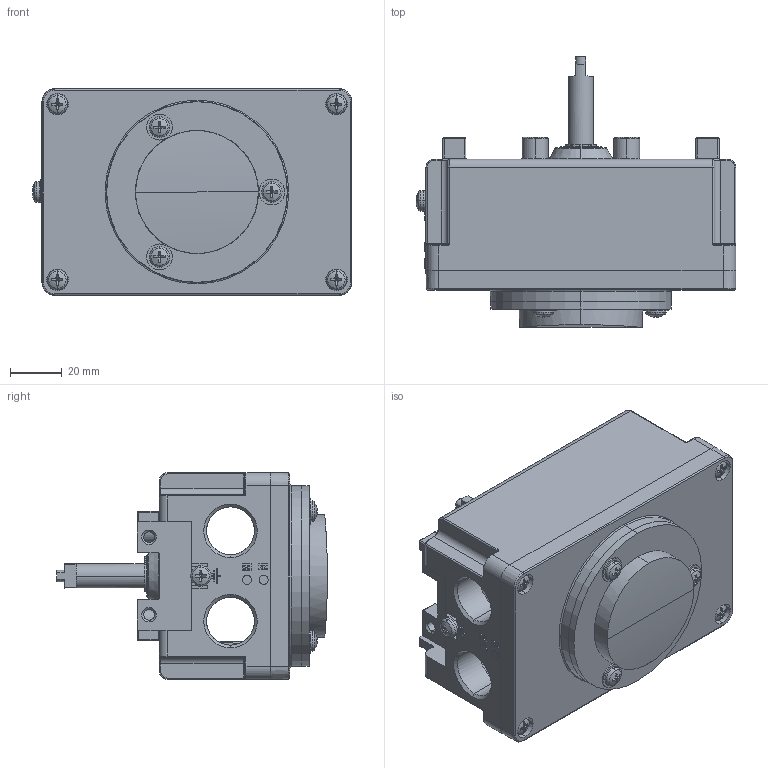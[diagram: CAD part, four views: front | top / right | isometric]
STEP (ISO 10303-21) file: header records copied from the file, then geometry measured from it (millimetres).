
FILE_DESCRIPTION (( 'STEP AP214' ), '1' );
FILE_NAME ('WSWM_flat top_long Namur spindle_171030.STEP', '2017-10-30T15:01:48', ( '' ), ( '' ), 'SwSTEP 2.0', 'SolidWorks 2015', '' );
FILE_SCHEMA (( 'AUTOMOTIVE_DESIGN' ));
Length unit declared in the file: millimetre
Products named in the file (1): WSWM_flat top_long Namur spindle_171030
Bounding box: 123.82 x 104.8 x 80 mm (x, y, z)
Volume: 189014.6 mm3; surface area: 104258.8 mm2
Topology: 15 solids, 15 shells, 1188 faces, 2728 edges, 1621 vertices
Faces by surface type: plane 476, cylinder 307, cone 242, torus 110, bspline 32, sphere 21
Entity records: 34173 total; most frequent: CARTESIAN_POINT 7077, DIRECTION 5935, ORIENTED_EDGE 5386, EDGE_CURVE 2693, AXIS2_PLACEMENT_3D 2303, VERTEX_POINT 1621, EDGE_LOOP 1332, LINE 1329
